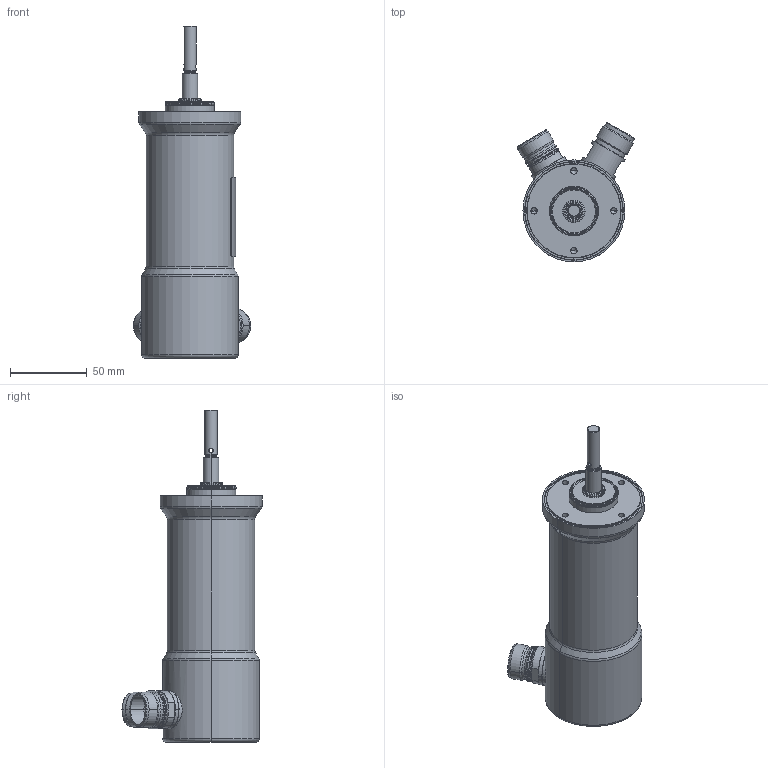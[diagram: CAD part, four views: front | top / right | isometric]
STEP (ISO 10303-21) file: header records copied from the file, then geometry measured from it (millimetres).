
FILE_DESCRIPTION (( 'STEP AP214' ), '1' );
FILE_NAME ('Motor_ESK48-60NR-+-2450992_.STEP', '2016-12-07T06:53:45', ( 'kob' ), ( '' ), 'SwSTEP 2.0', 'SolidWorks 2014', '' );
FILE_SCHEMA (( 'AUTOMOTIVE_DESIGN' ));
Length unit declared in the file: millimetre
Products named in the file (12): Dichtring_mit_Nut-+-2341360__PDB_2341360; Rundsteckverbinder_M23x1_V2A_Leistung-+-2452391_; Deckel_EGK48_REA-+-2342030__PDB_2342030; Wellendichtring_E-+-WN0118.04 - E_ _E 10 x 32 x 2,7-5,5; Entwicklung_Schild-+-E-302584__f.Durchmesser 59; Motor_ESK48-60NR-+-2450992_; Gehäuse_ESK48-60NR-+-E-303388__PDB_2343568; Gehäuse_m_Ständer_ESK48-60NR-+-2450976__ESK48-60NR m.Senkung; Welle_ESK48-60NR-+-2450968__PDB_2450968; Permanentmagnetläufer_ESK48-60NR-+-2450941__PDB_2450941; Entwicklung_Stützscheibe-+-E-303365__,; Rundsteckverbinder_M23x1_V2A_Signal-+-2452413_
Assembly tree (12 placements, depth 3):
  Motor_ESK48-60NR-+-2450992_
    Gehäuse_m_Ständer_ESK48-60NR-+-2450976__ESK48-60NR m.Senkung
      Gehäuse_ESK48-60NR-+-E-303388__PDB_2343568
    Permanentmagnetläufer_ESK48-60NR-+-2450941__PDB_2450941
      Welle_ESK48-60NR-+-2450968__PDB_2450968
    Entwicklung_Stützscheibe-+-E-303365__,
    Rundsteckverbinder_M23x1_V2A_Signal-+-2452413_
    Dichtring_mit_Nut-+-2341360__PDB_2341360  x2
    Rundsteckverbinder_M23x1_V2A_Leistung-+-2452391_
    Deckel_EGK48_REA-+-2342030__PDB_2342030
    Wellendichtring_E-+-WN0118.04 - E_ _E 10 x 32 x 2,7-5,5
    Entwicklung_Schild-+-E-302584__f.Durchmesser 59
Bounding box: 76.41 x 91.31 x 216.5 mm (x, y, z)
Volume: 184905.1 mm3; surface area: 94414.2 mm2
Topology: 12 solids, 13 shells, 490 faces, 1014 edges, 591 vertices
Faces by surface type: cylinder 198, torus 110, cone 92, plane 86, bspline 4
Entity records: 14790 total; most frequent: CARTESIAN_POINT 2902, DIRECTION 2484, ORIENTED_EDGE 1912, AXIS2_PLACEMENT_3D 1091, EDGE_CURVE 956, CIRCLE 612, VERTEX_POINT 563, EDGE_LOOP 539
